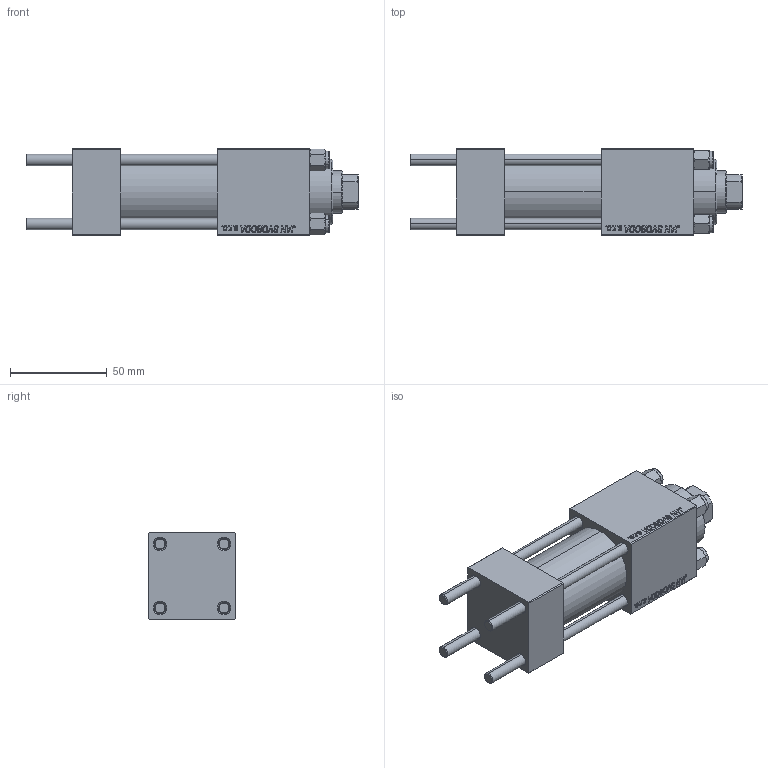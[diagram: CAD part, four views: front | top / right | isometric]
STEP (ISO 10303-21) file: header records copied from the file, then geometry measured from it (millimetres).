
FILE_DESCRIPTION (( 'STEP AP203' ), '1' );
FILE_NAME ('4210.STEP', '2025-05-12T11:03:46', ( '' ), ( '' ), 'SwSTEP 2.0', 'SolidWorks 2019', '' );
FILE_SCHEMA (( 'CONFIG_CONTROL_DESIGN' ));
Length unit declared in the file: millimetre
Products named in the file (6): V215_VC_A bea96ed026118ab42b567888582e8dfc; V215CR_VCP bea96ed026118ab42b567888582e8dfc; NUT_M5 bea96ed026118ab42b567888582e8dfc; CR025_012_A_0_G_A_G_M_020_+#_##_TYCINKA bea96ed026118ab42b567888582e8dfc; 4210; V215CR_BODY_A bea96ed026118ab42b567888582e8dfc
Assembly tree (11 placements, depth 2):
  4210
    V215CR_BODY_A bea96ed026118ab42b567888582e8dfc
    CR025_012_A_0_G_A_G_M_020_+#_##_TYCINKA bea96ed026118ab42b567888582e8dfc  x4
    NUT_M5 bea96ed026118ab42b567888582e8dfc  x4
    V215CR_VCP bea96ed026118ab42b567888582e8dfc
    V215_VC_A bea96ed026118ab42b567888582e8dfc
Bounding box: 172 x 45 x 45 mm (x, y, z)
Volume: 214192.6 mm3; surface area: 77024.7 mm2
Topology: 11 solids, 11 shells, 1132 faces, 2852 edges, 1849 vertices
Faces by surface type: plane 517, bspline 392, cone 136, cylinder 79, torus 8
Entity records: 49865 total; most frequent: CARTESIAN_POINT 27045, ORIENTED_EDGE 5196, DIRECTION 3230, EDGE_CURVE 2598, VERTEX_POINT 1705, LINE 1584, VECTOR 1584, EDGE_LOOP 1139
